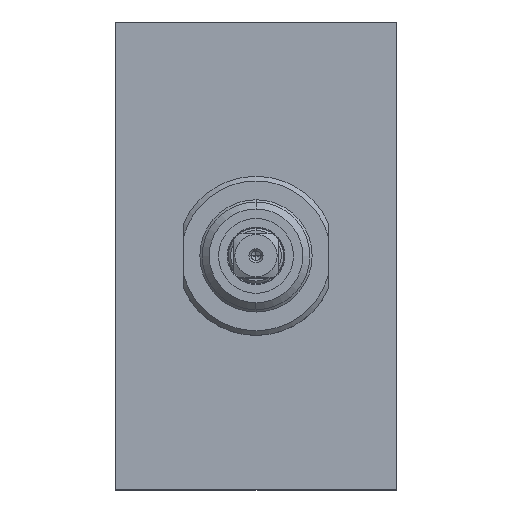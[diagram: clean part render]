
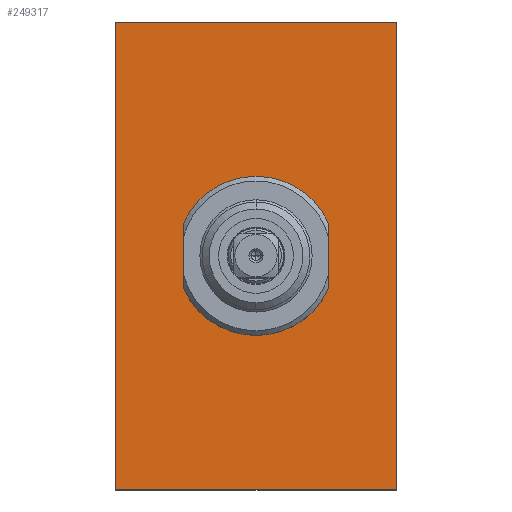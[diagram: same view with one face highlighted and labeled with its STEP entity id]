
A CAD part, top view. The second image highlights one B-rep face of the part: STEP entity #249317.
In plain terms, the highlighted planar face has unit normal (0, 0, 1).
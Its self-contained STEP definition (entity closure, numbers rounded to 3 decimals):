
#249140=DIRECTION('',(0.,-1.,0.));
#249141=VECTOR('',#249140,100.);
#249142=CARTESIAN_POINT('',(-30.,50.,4.));
#249143=LINE('',#249142,#249141);
#249147=DIRECTION('',(-1.,0.,0.));
#249148=VECTOR('',#249147,60.);
#249149=CARTESIAN_POINT('',(30.,50.,4.));
#249150=LINE('',#249149,#249148);
#249154=DIRECTION('',(0.,1.,0.));
#249155=VECTOR('',#249154,100.);
#249156=CARTESIAN_POINT('',(30.,-50.,4.));
#249157=LINE('',#249156,#249155);
#249161=DIRECTION('',(1.,0.,0.));
#249162=VECTOR('',#249161,60.);
#249163=CARTESIAN_POINT('',(-30.,-50.,4.));
#249164=LINE('',#249163,#249162);
#249168=CARTESIAN_POINT('',(0.,0.,4.));
#249169=DIRECTION('',(0.,0.,-1.));
#249170=DIRECTION('',(-1.,0.,0.));
#249171=AXIS2_PLACEMENT_3D('',#249168,#249169,#249170);
#249176=CARTESIAN_POINT('',(0.,0.,4.));
#249177=DIRECTION('',(0.,0.,-1.));
#249178=DIRECTION('',(1.,0.,0.));
#249179=AXIS2_PLACEMENT_3D('',#249176,#249177,#249178);
#249206=CARTESIAN_POINT('',(-30.,50.,4.));
#249207=CARTESIAN_POINT('',(-30.,-50.,4.));
#249208=VERTEX_POINT('',#249206);
#249209=VERTEX_POINT('',#249207);
#249210=CARTESIAN_POINT('',(30.,-50.,4.));
#249211=VERTEX_POINT('',#249210);
#249212=CARTESIAN_POINT('',(30.,50.,4.));
#249213=VERTEX_POINT('',#249212);
#249218=CARTESIAN_POINT('',(-12.,0.,4.));
#249219=CARTESIAN_POINT('',(12.,0.,4.));
#249220=VERTEX_POINT('',#249218);
#249221=VERTEX_POINT('',#249219);
#249300=CARTESIAN_POINT('',(0.,0.,4.));
#249301=DIRECTION('',(0.,0.,1.));
#249302=DIRECTION('',(1.,0.,0.));
#249303=AXIS2_PLACEMENT_3D('',#249300,#249301,#249302);
#249304=PLANE('',#249303);
#249305=ORIENTED_EDGE('',*,*,#249252,.F.);
#249306=ORIENTED_EDGE('',*,*,#249267,.F.);
#249307=ORIENTED_EDGE('',*,*,#249281,.F.);
#249308=ORIENTED_EDGE('',*,*,#249294,.F.);
#249309=EDGE_LOOP('',(#249305,#249306,#249307,#249308));
#249310=FACE_OUTER_BOUND('',#249309,.F.);
#249312=ORIENTED_EDGE('',*,*,#249311,.F.);
#249314=ORIENTED_EDGE('',*,*,#249313,.F.);
#249315=EDGE_LOOP('',(#249312,#249314));
#249316=FACE_BOUND('',#249315,.F.);
#249317=ADVANCED_FACE('',(#249310,#249316),#249304,.T.);
#249172=CIRCLE('',#249171,12.);
#249180=CIRCLE('',#249179,12.);
#249252=EDGE_CURVE('',#249208,#249209,#249143,.T.);
#249267=EDGE_CURVE('',#249213,#249208,#249150,.T.);
#249281=EDGE_CURVE('',#249211,#249213,#249157,.T.);
#249294=EDGE_CURVE('',#249209,#249211,#249164,.T.);
#249311=EDGE_CURVE('',#249220,#249221,#249172,.T.);
#249313=EDGE_CURVE('',#249221,#249220,#249180,.T.);
